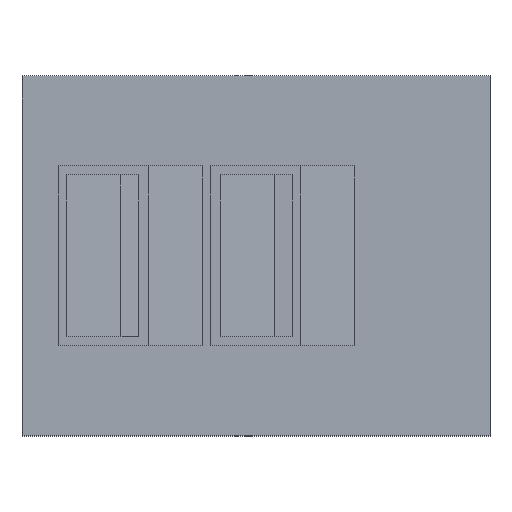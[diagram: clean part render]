
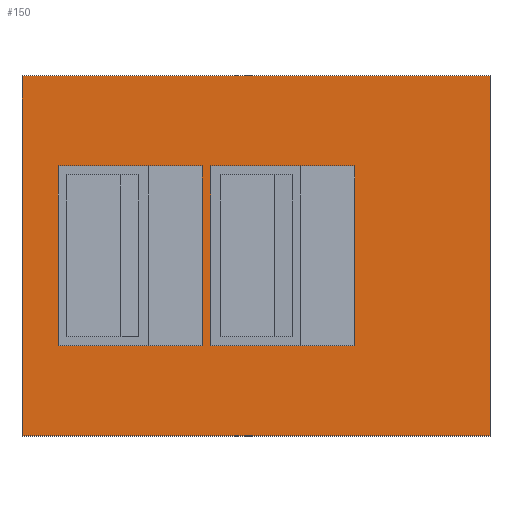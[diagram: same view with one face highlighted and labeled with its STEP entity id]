
A CAD part, top view. The second image highlights one B-rep face of the part: STEP entity #150.
In plain terms, the highlighted planar face has unit normal (0, 0, 1).
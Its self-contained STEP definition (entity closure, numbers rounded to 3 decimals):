
#27=CARTESIAN_POINT('',(257.5,-84.5,8.));
#28=DIRECTION('',(0.,0.,1.));
#29=DIRECTION('',(1.,0.,0.));
#30=AXIS2_PLACEMENT_3D('',#27,#28,#29);
#31=PLANE('',#30);
#32=CARTESIAN_POINT('',(231.5,-104.5,8.));
#33=VERTEX_POINT('',#32);
#34=CARTESIAN_POINT('',(231.5,-64.5,8.));
#35=VERTEX_POINT('',#34);
#36=CARTESIAN_POINT('',(231.5,-104.5,8.));
#37=DIRECTION('',(0.,1.,0.));
#38=VECTOR('',#37,40.);
#39=LINE('',#36,#38);
#40=EDGE_CURVE('',#33,#35,#39,.T.);
#41=ORIENTED_EDGE('',*,*,#40,.F.);
#42=CARTESIAN_POINT('',(283.5,-104.5,8.));
#43=VERTEX_POINT('',#42);
#44=CARTESIAN_POINT('',(283.5,-104.5,8.));
#45=DIRECTION('',(-1.,0.,0.));
#46=VECTOR('',#45,52.);
#47=LINE('',#44,#46);
#48=EDGE_CURVE('',#43,#33,#47,.T.);
#49=ORIENTED_EDGE('',*,*,#48,.F.);
#50=CARTESIAN_POINT('',(283.5,-64.5,8.));
#51=VERTEX_POINT('',#50);
#52=CARTESIAN_POINT('',(283.5,-64.5,8.));
#53=DIRECTION('',(0.,-1.,0.));
#54=VECTOR('',#53,40.);
#55=LINE('',#52,#54);
#56=EDGE_CURVE('',#51,#43,#55,.T.);
#57=ORIENTED_EDGE('',*,*,#56,.F.);
#58=CARTESIAN_POINT('',(231.5,-64.5,8.));
#59=DIRECTION('',(1.,0.,-0.));
#60=VECTOR('',#59,52.);
#61=LINE('',#58,#60);
#62=EDGE_CURVE('',#35,#51,#61,.T.);
#63=ORIENTED_EDGE('',*,*,#62,.F.);
#64=EDGE_LOOP('',(#41,#49,#57,#63));
#65=FACE_BOUND('',#64,.T.);
#66=CARTESIAN_POINT('',(268.5,-74.5,8.));
#67=VERTEX_POINT('',#66);
#68=CARTESIAN_POINT('',(258.5,-74.5,8.));
#69=VERTEX_POINT('',#68);
#70=CARTESIAN_POINT('',(268.5,-74.5,8.));
#71=DIRECTION('',(-1.,0.,0.));
#72=VECTOR('',#71,10.);
#73=LINE('',#70,#72);
#74=EDGE_CURVE('',#67,#69,#73,.T.);
#75=ORIENTED_EDGE('',*,*,#74,.F.);
#76=CARTESIAN_POINT('',(268.5,-94.5,8.));
#77=VERTEX_POINT('',#76);
#78=CARTESIAN_POINT('',(268.5,-94.5,8.));
#79=DIRECTION('',(0.,1.,0.));
#80=VECTOR('',#79,20.);
#81=LINE('',#78,#80);
#82=EDGE_CURVE('',#77,#67,#81,.T.);
#83=ORIENTED_EDGE('',*,*,#82,.F.);
#84=CARTESIAN_POINT('',(258.5,-94.5,8.));
#85=VERTEX_POINT('',#84);
#86=CARTESIAN_POINT('',(258.5,-94.5,8.));
#87=DIRECTION('',(1.,0.,-0.));
#88=VECTOR('',#87,10.);
#89=LINE('',#86,#88);
#90=EDGE_CURVE('',#85,#77,#89,.T.);
#91=ORIENTED_EDGE('',*,*,#90,.F.);
#92=CARTESIAN_POINT('',(258.5,-74.5,8.));
#93=DIRECTION('',(0.,-1.,0.));
#94=VECTOR('',#93,20.);
#95=LINE('',#92,#94);
#96=EDGE_CURVE('',#69,#85,#95,.T.);
#97=ORIENTED_EDGE('',*,*,#96,.F.);
#98=EDGE_LOOP('',(#75,#83,#91,#97));
#99=FACE_BOUND('',#98,.T.);
#100=CARTESIAN_POINT('',(241.5,-94.5,8.));
#101=VERTEX_POINT('',#100);
#102=CARTESIAN_POINT('',(241.5,-74.5,8.));
#103=VERTEX_POINT('',#102);
#104=CARTESIAN_POINT('',(241.5,-94.5,8.));
#105=DIRECTION('',(0.,1.,0.));
#106=VECTOR('',#105,20.);
#107=LINE('',#104,#106);
#108=EDGE_CURVE('',#101,#103,#107,.T.);
#109=ORIENTED_EDGE('',*,*,#108,.T.);
#110=CARTESIAN_POINT('',(242.5,-74.5,8.));
#111=VERTEX_POINT('',#110);
#112=CARTESIAN_POINT('',(241.5,-74.5,8.));
#113=DIRECTION('',(1.,0.,-0.));
#114=VECTOR('',#113,1.);
#115=LINE('',#112,#114);
#116=EDGE_CURVE('',#103,#111,#115,.T.);
#117=ORIENTED_EDGE('',*,*,#116,.T.);
#118=CARTESIAN_POINT('',(251.5,-74.5,8.));
#119=VERTEX_POINT('',#118);
#120=CARTESIAN_POINT('',(251.5,-74.5,8.));
#121=DIRECTION('',(-1.,0.,0.));
#122=VECTOR('',#121,9.);
#123=LINE('',#120,#122);
#124=EDGE_CURVE('',#119,#111,#123,.T.);
#125=ORIENTED_EDGE('',*,*,#124,.F.);
#126=CARTESIAN_POINT('',(251.5,-94.5,8.));
#127=VERTEX_POINT('',#126);
#128=CARTESIAN_POINT('',(251.5,-94.5,8.));
#129=DIRECTION('',(0.,1.,0.));
#130=VECTOR('',#129,20.);
#131=LINE('',#128,#130);
#132=EDGE_CURVE('',#127,#119,#131,.T.);
#133=ORIENTED_EDGE('',*,*,#132,.F.);
#134=CARTESIAN_POINT('',(242.5,-94.5,8.));
#135=VERTEX_POINT('',#134);
#136=CARTESIAN_POINT('',(242.5,-94.5,8.));
#137=DIRECTION('',(1.,0.,-0.));
#138=VECTOR('',#137,9.);
#139=LINE('',#136,#138);
#140=EDGE_CURVE('',#135,#127,#139,.T.);
#141=ORIENTED_EDGE('',*,*,#140,.F.);
#142=CARTESIAN_POINT('',(242.5,-94.5,8.));
#143=DIRECTION('',(-1.,0.,0.));
#144=VECTOR('',#143,1.);
#145=LINE('',#142,#144);
#146=EDGE_CURVE('',#135,#101,#145,.T.);
#147=ORIENTED_EDGE('',*,*,#146,.T.);
#148=EDGE_LOOP('',(#109,#117,#125,#133,#141,#147));
#149=FACE_BOUND('',#148,.T.);
#150=ADVANCED_FACE('',(#65,#99,#149),#31,.T.);
